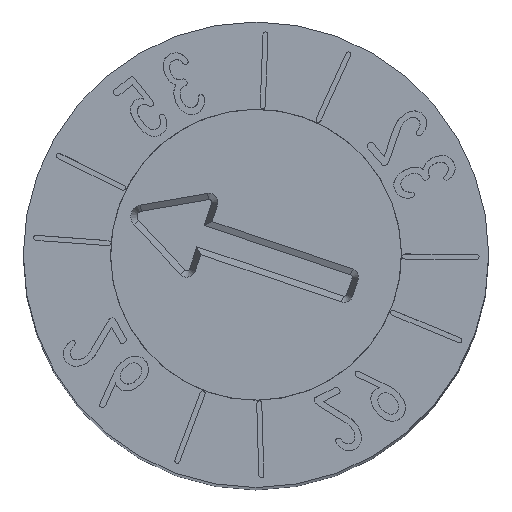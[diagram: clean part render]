
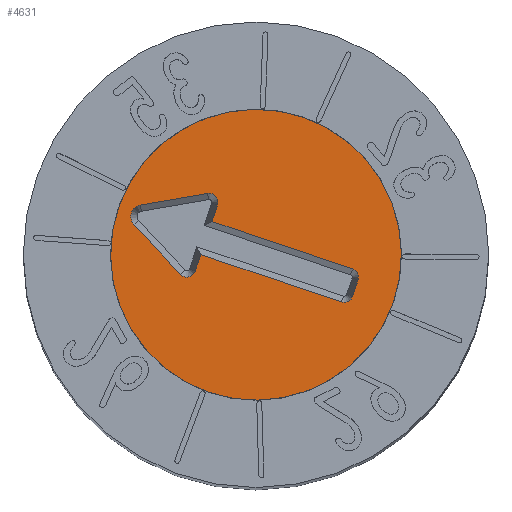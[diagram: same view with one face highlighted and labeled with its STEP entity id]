
A CAD part, top view. The second image highlights one B-rep face of the part: STEP entity #4631.
In plain terms, the highlighted planar face has unit normal (0, 0, 1).
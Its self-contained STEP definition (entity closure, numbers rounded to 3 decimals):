
#63=CIRCLE('',#4786,0.075);
#65=CIRCLE('',#4791,0.076);
#67=CIRCLE('',#4795,0.1);
#69=CIRCLE('',#4799,0.076);
#71=CIRCLE('',#4804,0.075);
#80=CIRCLE('',#4822,1.25);
#103=FACE_BOUND('',#716,.T.);
#183=PLANE('',#4823);
#438=FACE_OUTER_BOUND('',#715,.T.);
#715=EDGE_LOOP('',(#4208));
#716=EDGE_LOOP('',(#4209,#4210,#4211,#4212,#4213,#4214,#4215,#4216,#4217,
#4218,#4219,#4220));
#1029=LINE('',#8790,#1368);
#1032=LINE('',#8796,#1371);
#1036=LINE('',#8808,#1375);
#1040=LINE('',#8820,#1379);
#1044=LINE('',#8832,#1383);
#1047=LINE('',#8838,#1386);
#1051=LINE('',#8848,#1390);
#1368=VECTOR('',#5340,10.);
#1371=VECTOR('',#5345,10.);
#1375=VECTOR('',#5357,10.);
#1379=VECTOR('',#5369,10.);
#1383=VECTOR('',#5381,10.);
#1386=VECTOR('',#5386,10.);
#1390=VECTOR('',#5398,10.);
#2133=VERTEX_POINT('',#8781);
#2134=VERTEX_POINT('',#8783);
#2136=VERTEX_POINT('',#8789);
#2138=VERTEX_POINT('',#8795);
#2140=VERTEX_POINT('',#8801);
#2142=VERTEX_POINT('',#8807);
#2144=VERTEX_POINT('',#8813);
#2146=VERTEX_POINT('',#8819);
#2148=VERTEX_POINT('',#8825);
#2150=VERTEX_POINT('',#8831);
#2152=VERTEX_POINT('',#8837);
#2154=VERTEX_POINT('',#8843);
#2162=VERTEX_POINT('',#8875);
#2802=EDGE_CURVE('',#2134,#2133,#63,.T.);
#2805=EDGE_CURVE('',#2136,#2134,#1029,.T.);
#2808=EDGE_CURVE('',#2138,#2136,#1032,.T.);
#2811=EDGE_CURVE('',#2140,#2138,#65,.T.);
#2814=EDGE_CURVE('',#2142,#2140,#1036,.T.);
#2817=EDGE_CURVE('',#2144,#2142,#67,.T.);
#2820=EDGE_CURVE('',#2146,#2144,#1040,.T.);
#2823=EDGE_CURVE('',#2148,#2146,#69,.T.);
#2826=EDGE_CURVE('',#2150,#2148,#1044,.T.);
#2829=EDGE_CURVE('',#2152,#2150,#1047,.T.);
#2832=EDGE_CURVE('',#2154,#2152,#71,.T.);
#2835=EDGE_CURVE('',#2133,#2154,#1051,.T.);
#2847=EDGE_CURVE('',#2162,#2162,#80,.T.);
#4208=ORIENTED_EDGE('',*,*,#2847,.F.);
#4209=ORIENTED_EDGE('',*,*,#2802,.T.);
#4210=ORIENTED_EDGE('',*,*,#2835,.T.);
#4211=ORIENTED_EDGE('',*,*,#2832,.T.);
#4212=ORIENTED_EDGE('',*,*,#2829,.T.);
#4213=ORIENTED_EDGE('',*,*,#2826,.T.);
#4214=ORIENTED_EDGE('',*,*,#2823,.T.);
#4215=ORIENTED_EDGE('',*,*,#2820,.T.);
#4216=ORIENTED_EDGE('',*,*,#2817,.T.);
#4217=ORIENTED_EDGE('',*,*,#2814,.T.);
#4218=ORIENTED_EDGE('',*,*,#2811,.T.);
#4219=ORIENTED_EDGE('',*,*,#2808,.T.);
#4220=ORIENTED_EDGE('',*,*,#2805,.T.);
#4631=ADVANCED_FACE('',(#438,#103),#183,.F.);
#4786=AXIS2_PLACEMENT_3D('',#8784,#5334,#5335);
#4791=AXIS2_PLACEMENT_3D('',#8802,#5351,#5352);
#4795=AXIS2_PLACEMENT_3D('',#8814,#5363,#5364);
#4799=AXIS2_PLACEMENT_3D('',#8826,#5375,#5376);
#4804=AXIS2_PLACEMENT_3D('',#8844,#5392,#5393);
#4822=AXIS2_PLACEMENT_3D('',#8876,#5434,#5435);
#4823=AXIS2_PLACEMENT_3D('',#8878,#5437,#5438);
#5334=DIRECTION('center_axis',(0.,0.,-1.));
#5335=DIRECTION('ref_axis',(0.,-1.,0.));
#5340=DIRECTION('',(0.,1.,0.));
#5345=DIRECTION('',(1.,0.,0.));
#5351=DIRECTION('center_axis',(0.,0.,-1.));
#5352=DIRECTION('ref_axis',(0.,-1.,0.));
#5357=DIRECTION('',(-0.476,0.88,0.));
#5363=DIRECTION('center_axis',(0.,0.,-1.));
#5364=DIRECTION('ref_axis',(0.88,0.476,0.));
#5369=DIRECTION('',(-0.476,-0.88,0.));
#5375=DIRECTION('center_axis',(0.,0.,-1.));
#5376=DIRECTION('ref_axis',(-0.88,0.476,0.));
#5381=DIRECTION('',(1.,0.,0.));
#5386=DIRECTION('',(0.,-1.,0.));
#5392=DIRECTION('center_axis',(0.,0.,-1.));
#5393=DIRECTION('ref_axis',(-1.,0.,0.));
#5398=DIRECTION('',(1.,0.,0.));
#5434=DIRECTION('center_axis',(0.,0.,-1.));
#5435=DIRECTION('ref_axis',(-1.,0.,0.));
#5437=DIRECTION('center_axis',(0.,0.,-1.));
#5438=DIRECTION('ref_axis',(-1.,0.,0.));
#8781=CARTESIAN_POINT('',(-0.075,0.9,2.3));
#8783=CARTESIAN_POINT('',(-0.15,0.825,2.3));
#8784=CARTESIAN_POINT('Origin',(-0.075,0.825,2.3));
#8789=CARTESIAN_POINT('',(-0.15,-0.45,2.3));
#8790=CARTESIAN_POINT('',(-0.15,0.413,2.3));
#8795=CARTESIAN_POINT('',(-0.3,-0.45,2.3));
#8796=CARTESIAN_POINT('',(-0.075,-0.45,2.3));
#8801=CARTESIAN_POINT('',(-0.367,-0.562,2.3));
#8802=CARTESIAN_POINT('Origin',(-0.3,-0.526,2.3));
#8807=CARTESIAN_POINT('',(-0.088,-1.077,2.3));
#8808=CARTESIAN_POINT('',(-0.443,-0.421,2.3));
#8813=CARTESIAN_POINT('',(0.088,-1.077,2.3));
#8814=CARTESIAN_POINT('Origin',(0.,-1.03,
2.3));
#8819=CARTESIAN_POINT('',(0.367,-0.562,2.3));
#8820=CARTESIAN_POINT('',(0.303,-0.679,2.3));
#8825=CARTESIAN_POINT('',(0.3,-0.45,2.3));
#8826=CARTESIAN_POINT('Origin',(0.3,-0.526,2.3));
#8831=CARTESIAN_POINT('',(0.15,-0.45,2.3));
#8832=CARTESIAN_POINT('',(0.15,-0.45,2.3));
#8837=CARTESIAN_POINT('',(0.15,0.825,2.3));
#8838=CARTESIAN_POINT('',(0.15,-0.225,2.3));
#8843=CARTESIAN_POINT('',(0.075,0.9,2.3));
#8844=CARTESIAN_POINT('Origin',(0.075,0.825,2.3));
#8848=CARTESIAN_POINT('',(0.,0.9,2.3));
#8875=CARTESIAN_POINT('',(1.25,0.,2.3));
#8876=CARTESIAN_POINT('Origin',(0.,0.,2.3));
#8878=CARTESIAN_POINT('Origin',(0.,0.,2.3));
